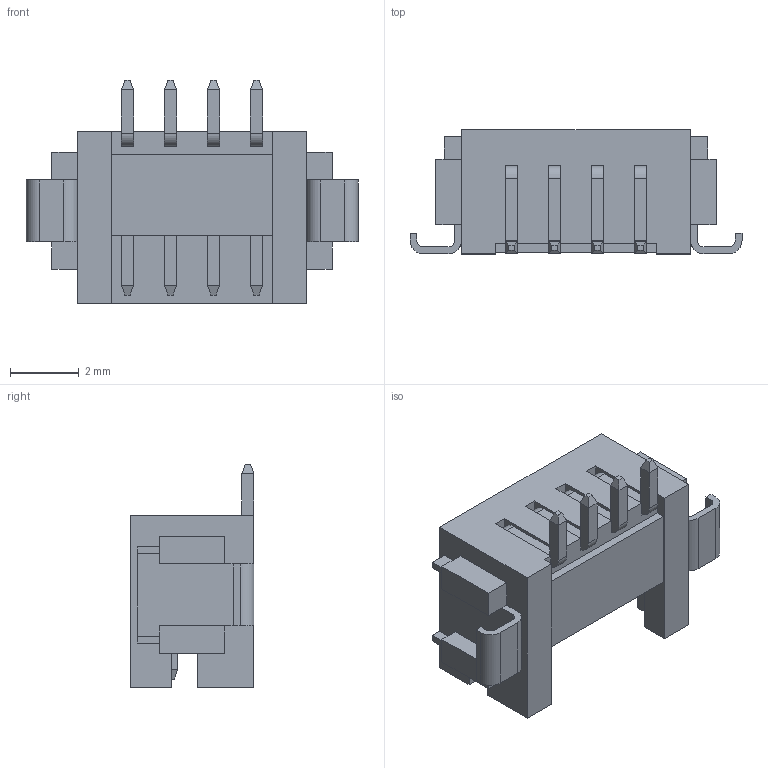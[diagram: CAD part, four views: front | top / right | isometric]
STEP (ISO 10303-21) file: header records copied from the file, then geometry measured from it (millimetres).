
FILE_DESCRIPTION (( 'STEP AP214' ), '1' );
FILE_NAME ('DF13-4H-SMD.STEP', '2015-05-23T16:41:58', ( '' ), ( '' ), 'SwSTEP 2.0', 'SolidWorks 2014', '' );
FILE_SCHEMA (( 'AUTOMOTIVE_DESIGN' ));
Length unit declared in the file: millimetre
Products named in the file (2): DF13-4H-SMD
Assembly tree (1 placements, depth 2):
  DF13-4H-SMD
    DF13-4H-SMD
Bounding box: 9.65 x 3.6 x 6.5 mm (x, y, z)
Volume: 78.6 mm3; surface area: 256.9 mm2
Topology: 1 solids, 1 shells, 194 faces, 516 edges, 332 vertices
Faces by surface type: plane 174, cylinder 20
Entity records: 5958 total; most frequent: CARTESIAN_POINT 1046, ORIENTED_EDGE 1032, DIRECTION 952, EDGE_CURVE 516, VECTOR 476, LINE 476, VERTEX_POINT 332, AXIS2_PLACEMENT_3D 238
